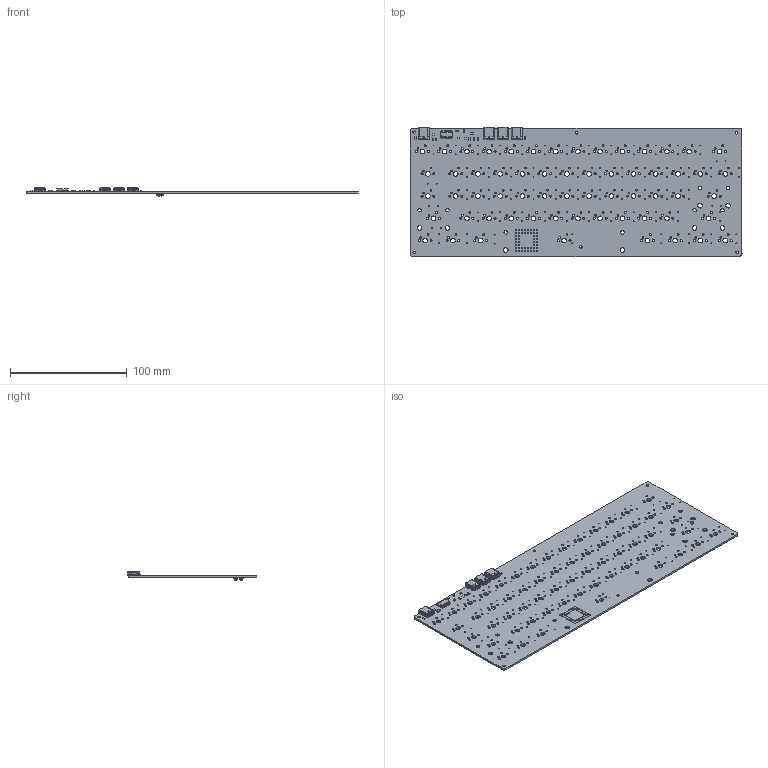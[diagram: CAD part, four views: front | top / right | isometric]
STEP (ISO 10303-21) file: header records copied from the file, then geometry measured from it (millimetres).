
FILE_DESCRIPTION(('KiCad electronic assembly'),'2;1');
FILE_NAME('pcbONLYPCB.step','2025-02-10T18:14:00',('Pcbnew'),('Kicad'), 'Open CASCADE STEP processor 7.8','KiCad to STEP converter','Unknown' );
FILE_SCHEMA(('AUTOMOTIVE_DESIGN { 1 0 10303 214 1 1 1 1 }'));
Length unit declared in the file: millimetre
Products named in the file (14): pcbONLYPCB 1; R_0805_2012Metric; SOIC-16_4.55x10.3mm_P1.27mm; USB_C_Receptacle_Amphenol_12401610E4-2A; C_0805_2012Metric; D_1206_3216Metric; D_1206; SW_Tactile_SPST_NO_Straight_CK_PTS636Sx25SMTRLFS; PTS636Sx25SMTRLFS; pcb_PCB
Assembly tree (26 placements, depth 3):
  pcbONLYPCB 1
    R_0805_2012Metric  x8
      R_0805_2012Metric
    SOIC-16_4.55x10.3mm_P1.27mm
      SOIC-16_4.55x10.3mm_P1.27mm
    USB_C_Receptacle_Amphenol_12401610E4-2A  x4
      USB_C_Receptacle_Amphenol_12401610E4-2A
    C_0805_2012Metric  x3
      C_0805_2012Metric
    D_1206_3216Metric
      D_1206
    SW_Tactile_SPST_NO_Straight_CK_PTS636Sx25SMTRLFS  x2
      PTS636Sx25SMTRLFS
    pcb_PCB
Bounding box: 284.56 x 110.62 x 7.48 mm (x, y, z)
Volume: 48517.4 mm3; surface area: 69676 mm2
Topology: 180 solids, 180 shells, 3872 faces, 9830 edges, 6304 vertices
Faces by surface type: plane 2536, cylinder 1164, bspline 136, cone 20, sphere 16
Full cylindrical faces by diameter (mm): 0.4 x4, 0.6 x1, 0.65 x8, 0.8 x122, 1.016 x48, 1.5 x122, 1.75 x122, 2.1 x6, 3.048 x8, 3.988 x8, 4 x61
Entity records: 63559 total; most frequent: CARTESIAN_POINT 9936, DIRECTION 9511, ORIENTED_EDGE 9252, EDGE_CURVE 4626, AXIS2_PLACEMENT_3D 3272, VERTEX_POINT 2989, LINE 2967, VECTOR 2967
